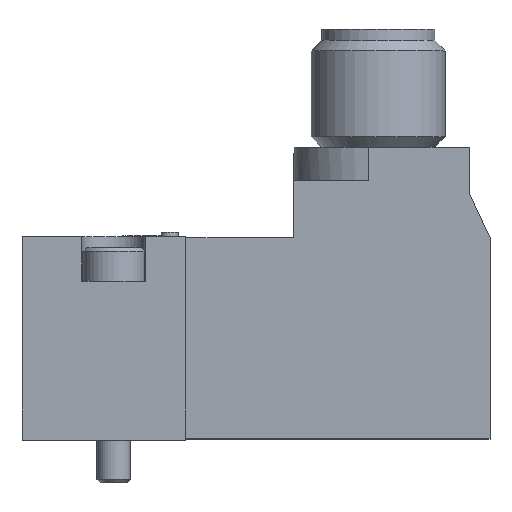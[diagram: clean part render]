
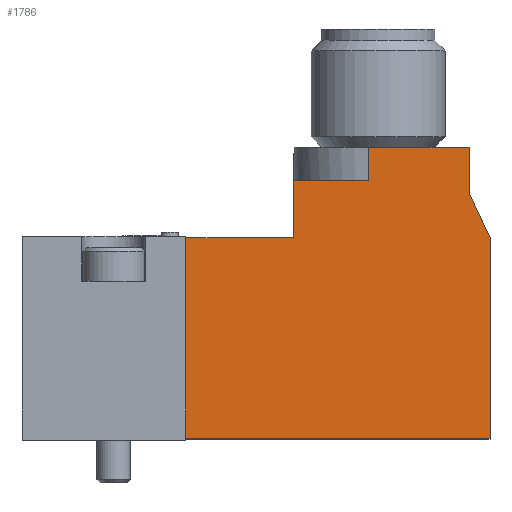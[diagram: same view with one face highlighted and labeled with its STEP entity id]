
A CAD part, top view. The second image highlights one B-rep face of the part: STEP entity #1786.
In plain terms, the highlighted planar face has unit normal (0, 0, 1).
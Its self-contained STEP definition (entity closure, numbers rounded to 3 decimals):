
#219=ORIENTED_EDGE('',*,*,#500,.F.);
#220=ORIENTED_EDGE('',*,*,#501,.T.);
#221=ORIENTED_EDGE('',*,*,#443,.T.);
#222=ORIENTED_EDGE('',*,*,#474,.T.);
#223=ORIENTED_EDGE('',*,*,#497,.T.);
#224=ORIENTED_EDGE('',*,*,#462,.T.);
#225=ORIENTED_EDGE('',*,*,#466,.T.);
#226=ORIENTED_EDGE('',*,*,#469,.T.);
#227=ORIENTED_EDGE('',*,*,#471,.T.);
#228=ORIENTED_EDGE('',*,*,#438,.T.);
#438=EDGE_CURVE('',#593,#592,#701,.T.);
#443=EDGE_CURVE('',#598,#597,#706,.T.);
#462=EDGE_CURVE('',#617,#616,#720,.T.);
#466=EDGE_CURVE('',#616,#619,#724,.T.);
#469=EDGE_CURVE('',#619,#621,#727,.T.);
#471=EDGE_CURVE('',#621,#593,#729,.T.);
#474=EDGE_CURVE('',#597,#623,#732,.T.);
#497=EDGE_CURVE('',#623,#617,#750,.T.);
#500=EDGE_CURVE('',#640,#592,#753,.F.);
#501=EDGE_CURVE('',#640,#598,#754,.T.);
#592=VERTEX_POINT('',#2387);
#593=VERTEX_POINT('',#2389);
#597=VERTEX_POINT('',#2398);
#598=VERTEX_POINT('',#2400);
#616=VERTEX_POINT('',#2438);
#617=VERTEX_POINT('',#2440);
#619=VERTEX_POINT('',#2446);
#621=VERTEX_POINT('',#2452);
#623=VERTEX_POINT('',#2461);
#640=VERTEX_POINT('',#2512);
#701=LINE('',#2388,#796);
#706=LINE('',#2399,#801);
#720=LINE('',#2439,#815);
#724=LINE('',#2447,#819);
#727=LINE('',#2453,#822);
#729=LINE('',#2456,#824);
#732=LINE('',#2462,#827);
#750=LINE('',#2505,#845);
#753=LINE('',#2511,#848);
#754=LINE('',#2513,#849);
#796=VECTOR('',#2026,1000.);
#801=VECTOR('',#2033,1000.);
#815=VECTOR('',#2061,1000.);
#819=VECTOR('',#2067,1000.);
#822=VECTOR('',#2072,1000.);
#824=VECTOR('',#2076,1000.);
#827=VECTOR('',#2081,1000.);
#845=VECTOR('',#2119,1000.);
#848=VECTOR('',#2126,1000.);
#849=VECTOR('',#2127,1000.);
#913=EDGE_LOOP('',(#219,#220,#221,#222,#223,#224,#225,#226,#227,#228));
#1036=FACE_BOUND('',#913,.T.);
#1144=PLANE('',#1892);
#1786=ADVANCED_FACE('',(#1036),#1144,.T.);
#1892=AXIS2_PLACEMENT_3D('',#2510,#2124,#2125);
#2026=DIRECTION('',(-1.,0.,0.));
#2033=DIRECTION('',(0.,-1.,0.));
#2061=DIRECTION('',(1.,0.,0.));
#2067=DIRECTION('',(0.,1.,0.));
#2072=DIRECTION('',(-0.423,0.906,0.));
#2076=DIRECTION('',(0.,1.,0.));
#2081=DIRECTION('',(-1.,0.,0.));
#2119=DIRECTION('',(0.,-1.,0.));
#2124=DIRECTION('',(0.,0.,1.));
#2125=DIRECTION('',(1.,0.,0.));
#2126=DIRECTION('',(0.,-1.,0.));
#2127=DIRECTION('',(-1.,0.,0.));
#2387=CARTESIAN_POINT('',(30.983,17.1,7.5));
#2388=CARTESIAN_POINT('',(40.,17.1,7.5));
#2389=CARTESIAN_POINT('',(40.,17.1,7.5));
#2398=CARTESIAN_POINT('',(24.3,9.,7.5));
#2399=CARTESIAN_POINT('',(24.3,17.1,7.5));
#2400=CARTESIAN_POINT('',(24.3,14.1,7.5));
#2438=CARTESIAN_POINT('',(41.85,-9.,7.5));
#2439=CARTESIAN_POINT('',(14.65,-9.,7.5));
#2440=CARTESIAN_POINT('',(14.65,-9.,7.5));
#2446=CARTESIAN_POINT('',(41.85,9.,7.5));
#2447=CARTESIAN_POINT('',(41.85,-9.,7.5));
#2452=CARTESIAN_POINT('',(40.,12.967,7.5));
#2453=CARTESIAN_POINT('',(41.85,9.,7.5));
#2456=CARTESIAN_POINT('',(40.,12.967,7.5));
#2461=CARTESIAN_POINT('',(14.65,9.,7.5));
#2462=CARTESIAN_POINT('',(24.3,9.,7.5));
#2505=CARTESIAN_POINT('',(14.65,20.,7.5));
#2510=CARTESIAN_POINT('',(44.65,20.,7.5));
#2511=CARTESIAN_POINT('',(30.983,20.1,7.5));
#2512=CARTESIAN_POINT('',(30.983,14.1,7.5));
#2513=CARTESIAN_POINT('',(44.65,14.1,7.5));
